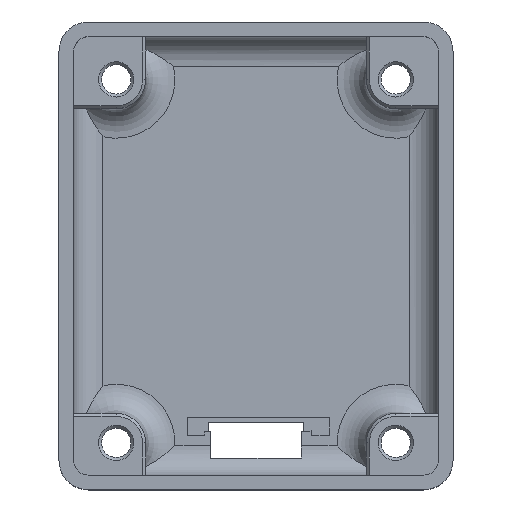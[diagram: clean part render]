
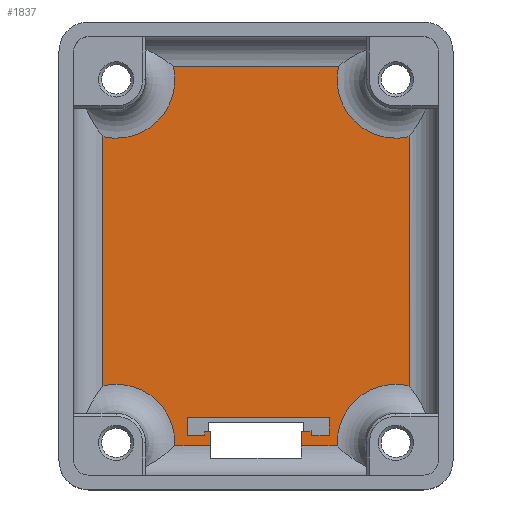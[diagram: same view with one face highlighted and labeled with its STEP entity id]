
A CAD part, top view. The second image highlights one B-rep face of the part: STEP entity #1837.
In plain terms, the highlighted planar face has unit normal (0, 0, 1).
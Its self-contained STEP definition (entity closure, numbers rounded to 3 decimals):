
#58=LINE('',#2720,#240);
#63=LINE('',#2774,#245);
#64=LINE('',#2778,#246);
#65=LINE('',#2780,#247);
#66=LINE('',#2782,#248);
#67=LINE('',#2784,#249);
#68=LINE('',#2786,#250);
#69=LINE('',#2788,#251);
#70=LINE('',#2790,#252);
#71=LINE('',#2792,#253);
#72=LINE('',#2794,#254);
#73=LINE('',#2796,#255);
#74=LINE('',#2798,#256);
#75=LINE('',#2800,#257);
#76=LINE('',#2802,#258);
#77=LINE('',#2804,#259);
#78=LINE('',#2806,#260);
#79=LINE('',#2809,#261);
#240=VECTOR('',#2161,10.);
#245=VECTOR('',#2182,10.);
#246=VECTOR('',#2185,10.);
#247=VECTOR('',#2186,10.);
#248=VECTOR('',#2187,10.);
#249=VECTOR('',#2188,10.);
#250=VECTOR('',#2189,10.);
#251=VECTOR('',#2190,10.);
#252=VECTOR('',#2191,10.);
#253=VECTOR('',#2192,10.);
#254=VECTOR('',#2193,10.);
#255=VECTOR('',#2194,10.);
#256=VECTOR('',#2195,10.);
#257=VECTOR('',#2196,10.);
#258=VECTOR('',#2197,10.);
#259=VECTOR('',#2198,10.);
#260=VECTOR('',#2199,10.);
#261=VECTOR('',#2202,10.);
#468=FACE_OUTER_BOUND('',#574,.T.);
#574=EDGE_LOOP('',(#1251,#1252,#1253,#1254,#1255,#1256,#1257,#1258,#1259,
#1260,#1261,#1262,#1263,#1264,#1265,#1266,#1267,#1268,#1269,#1270,#1271,
#1272));
#694=CIRCLE('',#1964,8.);
#696=CIRCLE('',#1967,8.);
#697=CIRCLE('',#1968,8.);
#698=CIRCLE('',#1969,8.);
#772=VERTEX_POINT('',#2709);
#774=VERTEX_POINT('',#2719);
#781=VERTEX_POINT('',#2751);
#784=VERTEX_POINT('',#2771);
#785=VERTEX_POINT('',#2773);
#786=VERTEX_POINT('',#2775);
#787=VERTEX_POINT('',#2777);
#788=VERTEX_POINT('',#2779);
#789=VERTEX_POINT('',#2781);
#790=VERTEX_POINT('',#2783);
#791=VERTEX_POINT('',#2785);
#792=VERTEX_POINT('',#2787);
#793=VERTEX_POINT('',#2789);
#794=VERTEX_POINT('',#2791);
#795=VERTEX_POINT('',#2793);
#796=VERTEX_POINT('',#2795);
#797=VERTEX_POINT('',#2797);
#798=VERTEX_POINT('',#2799);
#799=VERTEX_POINT('',#2801);
#800=VERTEX_POINT('',#2803);
#801=VERTEX_POINT('',#2805);
#802=VERTEX_POINT('',#2807);
#952=EDGE_CURVE('',#772,#774,#58,.T.);
#961=EDGE_CURVE('',#774,#781,#694,.T.);
#965=EDGE_CURVE('',#784,#772,#696,.T.);
#966=EDGE_CURVE('',#785,#784,#63,.T.);
#967=EDGE_CURVE('',#786,#785,#697,.T.);
#968=EDGE_CURVE('',#787,#786,#64,.T.);
#969=EDGE_CURVE('',#787,#788,#65,.T.);
#970=EDGE_CURVE('',#788,#789,#66,.T.);
#971=EDGE_CURVE('',#789,#790,#67,.T.);
#972=EDGE_CURVE('',#790,#791,#68,.T.);
#973=EDGE_CURVE('',#791,#792,#69,.T.);
#974=EDGE_CURVE('',#792,#793,#70,.T.);
#975=EDGE_CURVE('',#793,#794,#71,.T.);
#976=EDGE_CURVE('',#794,#795,#72,.T.);
#977=EDGE_CURVE('',#795,#796,#73,.T.);
#978=EDGE_CURVE('',#796,#797,#74,.T.);
#979=EDGE_CURVE('',#797,#798,#75,.T.);
#980=EDGE_CURVE('',#798,#799,#76,.T.);
#981=EDGE_CURVE('',#799,#800,#77,.T.);
#982=EDGE_CURVE('',#801,#800,#78,.T.);
#983=EDGE_CURVE('',#802,#801,#698,.T.);
#984=EDGE_CURVE('',#781,#802,#79,.T.);
#1251=ORIENTED_EDGE('',*,*,#952,.F.);
#1252=ORIENTED_EDGE('',*,*,#965,.F.);
#1253=ORIENTED_EDGE('',*,*,#966,.F.);
#1254=ORIENTED_EDGE('',*,*,#967,.F.);
#1255=ORIENTED_EDGE('',*,*,#968,.F.);
#1256=ORIENTED_EDGE('',*,*,#969,.T.);
#1257=ORIENTED_EDGE('',*,*,#970,.T.);
#1258=ORIENTED_EDGE('',*,*,#971,.T.);
#1259=ORIENTED_EDGE('',*,*,#972,.T.);
#1260=ORIENTED_EDGE('',*,*,#973,.T.);
#1261=ORIENTED_EDGE('',*,*,#974,.T.);
#1262=ORIENTED_EDGE('',*,*,#975,.T.);
#1263=ORIENTED_EDGE('',*,*,#976,.T.);
#1264=ORIENTED_EDGE('',*,*,#977,.T.);
#1265=ORIENTED_EDGE('',*,*,#978,.T.);
#1266=ORIENTED_EDGE('',*,*,#979,.T.);
#1267=ORIENTED_EDGE('',*,*,#980,.T.);
#1268=ORIENTED_EDGE('',*,*,#981,.T.);
#1269=ORIENTED_EDGE('',*,*,#982,.F.);
#1270=ORIENTED_EDGE('',*,*,#983,.F.);
#1271=ORIENTED_EDGE('',*,*,#984,.F.);
#1272=ORIENTED_EDGE('',*,*,#961,.F.);
#1778=PLANE('',#1966);
#1837=ADVANCED_FACE('',(#468),#1778,.T.);
#1964=AXIS2_PLACEMENT_3D('',#2752,#2174,#2175);
#1966=AXIS2_PLACEMENT_3D('',#2770,#2178,#2179);
#1967=AXIS2_PLACEMENT_3D('',#2772,#2180,#2181);
#1968=AXIS2_PLACEMENT_3D('',#2776,#2183,#2184);
#1969=AXIS2_PLACEMENT_3D('',#2808,#2200,#2201);
#2161=DIRECTION('',(1.,0.,0.));
#2174=DIRECTION('center_axis',(0.,0.,1.));
#2175=DIRECTION('ref_axis',(-0.707,-0.707,0.));
#2178=DIRECTION('center_axis',(0.,0.,1.));
#2179=DIRECTION('ref_axis',(1.,0.,0.));
#2180=DIRECTION('center_axis',(0.,0.,1.));
#2181=DIRECTION('ref_axis',(0.707,-0.707,0.));
#2182=DIRECTION('',(0.,1.,0.));
#2183=DIRECTION('center_axis',(0.,0.,1.));
#2184=DIRECTION('ref_axis',(0.707,0.707,0.));
#2185=DIRECTION('',(-1.,0.,0.));
#2186=DIRECTION('',(0.,1.,0.));
#2187=DIRECTION('',(-1.,0.,0.));
#2188=DIRECTION('',(0.,-1.,0.));
#2189=DIRECTION('',(-1.,0.,0.));
#2190=DIRECTION('',(0.,1.,0.));
#2191=DIRECTION('',(1.,0.,0.));
#2192=DIRECTION('',(0.,-1.,0.));
#2193=DIRECTION('',(-1.,0.,0.));
#2194=DIRECTION('',(0.,1.,0.));
#2195=DIRECTION('',(-1.,0.,0.));
#2196=DIRECTION('',(0.,-1.,0.));
#2197=DIRECTION('',(-1.,0.,0.));
#2198=DIRECTION('',(0.,-1.,0.));
#2199=DIRECTION('',(-1.,0.,0.));
#2200=DIRECTION('center_axis',(0.,0.,1.));
#2201=DIRECTION('ref_axis',(-0.707,0.707,0.));
#2202=DIRECTION('',(0.,-1.,0.));
#2709=CARTESIAN_POINT('',(-38.117,57.75,-18.));
#2719=CARTESIAN_POINT('',(-15.603,57.75,-18.));
#2720=CARTESIAN_POINT('',(-38.29,57.75,-18.));
#2751=CARTESIAN_POINT('',(-6.,48.147,-18.));
#2752=CARTESIAN_POINT('Origin',(-7.81,55.94,-18.));
#2770=CARTESIAN_POINT('Origin',(-26.86,31.875,-18.));
#2771=CARTESIAN_POINT('',(-47.72,48.147,-18.));
#2772=CARTESIAN_POINT('Origin',(-45.91,55.94,-18.));
#2773=CARTESIAN_POINT('',(-47.72,14.201,-18.));
#2774=CARTESIAN_POINT('',(-47.72,17.938,-18.));
#2775=CARTESIAN_POINT('',(-37.923,6.,-18.));
#2776=CARTESIAN_POINT('Origin',(-45.912,6.408,-18.));
#2777=CARTESIAN_POINT('',(-33.062,6.,-18.));
#2778=CARTESIAN_POINT('',(-15.43,6.,-18.));
#2779=CARTESIAN_POINT('',(-33.062,7.947,-18.));
#2780=CARTESIAN_POINT('',(-33.062,20.561,-18.));
#2781=CARTESIAN_POINT('',(-33.862,7.947,-18.));
#2782=CARTESIAN_POINT('',(-26.861,7.947,-18.));
#2783=CARTESIAN_POINT('',(-33.862,7.457,-18.));
#2784=CARTESIAN_POINT('',(-33.862,20.016,-18.));
#2785=CARTESIAN_POINT('',(-36.262,7.457,-18.));
#2786=CARTESIAN_POINT('',(-30.461,7.457,-18.));
#2787=CARTESIAN_POINT('',(-36.262,9.857,-18.));
#2788=CARTESIAN_POINT('',(-36.262,19.766,-18.));
#2789=CARTESIAN_POINT('',(-16.862,9.857,-18.));
#2790=CARTESIAN_POINT('',(-31.461,9.857,-18.));
#2791=CARTESIAN_POINT('',(-16.862,7.457,-18.));
#2792=CARTESIAN_POINT('',(-16.862,20.766,-18.));
#2793=CARTESIAN_POINT('',(-19.262,7.457,-18.));
#2794=CARTESIAN_POINT('',(-21.961,7.457,-18.));
#2795=CARTESIAN_POINT('',(-19.262,8.157,-18.));
#2796=CARTESIAN_POINT('',(-19.262,19.766,-18.));
#2797=CARTESIAN_POINT('',(-19.362,8.157,-18.));
#2798=CARTESIAN_POINT('',(-22.961,8.157,-18.));
#2799=CARTESIAN_POINT('',(-19.362,7.947,-18.));
#2800=CARTESIAN_POINT('',(-19.362,19.911,-18.));
#2801=CARTESIAN_POINT('',(-20.662,7.947,-18.));
#2802=CARTESIAN_POINT('',(-26.861,7.947,-18.));
#2803=CARTESIAN_POINT('',(-20.662,6.,-18.));
#2804=CARTESIAN_POINT('',(-20.662,18.111,-18.));
#2805=CARTESIAN_POINT('',(-15.797,6.,-18.));
#2806=CARTESIAN_POINT('',(-15.43,6.,-18.));
#2807=CARTESIAN_POINT('',(-6.,14.201,-18.));
#2808=CARTESIAN_POINT('Origin',(-7.808,6.408,-18.));
#2809=CARTESIAN_POINT('',(-6.,45.813,-18.));
